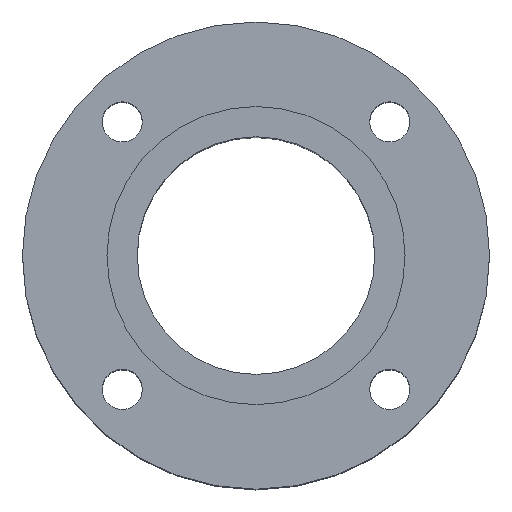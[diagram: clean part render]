
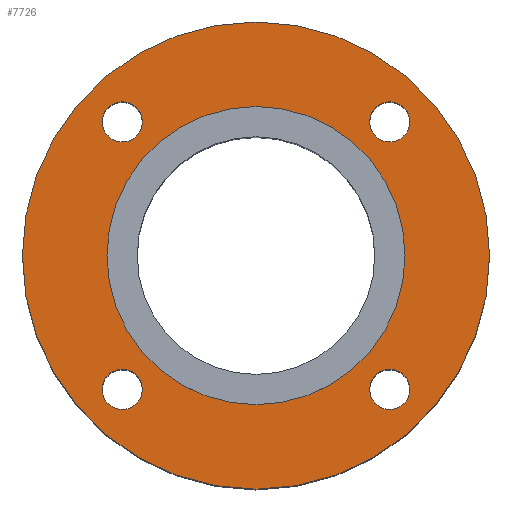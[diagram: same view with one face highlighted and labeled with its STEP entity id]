
A CAD part, top view. The second image highlights one B-rep face of the part: STEP entity #7726.
In plain terms, the highlighted planar face has unit normal (0, 0, 1).
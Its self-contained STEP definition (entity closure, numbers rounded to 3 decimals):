
#302 = ORIENTED_EDGE ( 'NONE', *, *, #14781, .F. ) ;
#461 = EDGE_CURVE ( 'NONE', #25352, #15534, #16962, .T. ) ;
#1334 = DIRECTION ( 'NONE',  ( -1., 0., 0. ) ) ;
#1915 = DIRECTION ( 'NONE',  ( 0., 1., 0. ) ) ;
#1992 = FACE_BOUND ( 'NONE', #26982, .T. ) ;
#2478 = VERTEX_POINT ( 'NONE', #28963 ) ;
#2611 = AXIS2_PLACEMENT_3D ( 'NONE', #29117, #8593, #15781 ) ;
#2752 = DIRECTION ( 'NONE',  ( 0., 0., 1. ) ) ;
#2912 = DIRECTION ( 'NONE',  ( 0., 0., 1. ) ) ;
#3175 = CIRCLE ( 'NONE', #5542, 9. ) ;
#3484 = VERTEX_POINT ( 'NONE', #12019 ) ;
#3748 = ORIENTED_EDGE ( 'NONE', *, *, #461, .F. ) ;
#3857 = CARTESIAN_POINT ( 'NONE',  ( -60.104, 60.104, -0.6 ) ) ;
#4383 = FACE_BOUND ( 'NONE', #16352, .T. ) ;
#4891 = CARTESIAN_POINT ( 'NONE',  ( -105., 0., -0.6 ) ) ;
#5002 = CIRCLE ( 'NONE', #2611, 67. ) ;
#5439 = DIRECTION ( 'NONE',  ( 0., -1., 0. ) ) ;
#5542 = AXIS2_PLACEMENT_3D ( 'NONE', #26323, #29172, #13001 ) ;
#6433 = AXIS2_PLACEMENT_3D ( 'NONE', #12456, #2912, #5439 ) ;
#6994 = AXIS2_PLACEMENT_3D ( 'NONE', #20220, #9000, #13935 ) ;
#7275 = EDGE_CURVE ( 'NONE', #13167, #27902, #23126, .T. ) ;
#7627 = DIRECTION ( 'NONE',  ( 0., -1., 0. ) ) ;
#7726 = ADVANCED_FACE ( 'NONE', ( #22476, #4383, #8856, #1992, #22622, #8702 ), #24877, .F. ) ;
#7732 = CARTESIAN_POINT ( 'NONE',  ( 69.104, 60.104, -0.6 ) ) ;
#8045 = CARTESIAN_POINT ( 'NONE',  ( -60.104, -60.104, -0.6 ) ) ;
#8593 = DIRECTION ( 'NONE',  ( 0., 0., 1. ) ) ;
#8702 = FACE_OUTER_BOUND ( 'NONE', #19905, .T. ) ;
#8790 = AXIS2_PLACEMENT_3D ( 'NONE', #25019, #29528, #24730 ) ;
#8856 = FACE_BOUND ( 'NONE', #28761, .T. ) ;
#9000 = DIRECTION ( 'NONE',  ( 0., 0., 1. ) ) ;
#9252 = AXIS2_PLACEMENT_3D ( 'NONE', #8045, #17173, #1334 ) ;
#9364 = EDGE_CURVE ( 'NONE', #20628, #27201, #26500, .T. ) ;
#9404 = ORIENTED_EDGE ( 'NONE', *, *, #14252, .F. ) ;
#9544 = ORIENTED_EDGE ( 'NONE', *, *, #20518, .F. ) ;
#9897 = CARTESIAN_POINT ( 'NONE',  ( 60.104, 60.104, -0.6 ) ) ;
#9904 = DIRECTION ( 'NONE',  ( 0., 0., 1. ) ) ;
#10081 = ORIENTED_EDGE ( 'NONE', *, *, #21535, .T. ) ;
#10213 = AXIS2_PLACEMENT_3D ( 'NONE', #28137, #10308, #7627 ) ;
#10308 = DIRECTION ( 'NONE',  ( 0., 0., 1. ) ) ;
#10336 = CARTESIAN_POINT ( 'NONE',  ( -67., 0., -0.6 ) ) ;
#11235 = ORIENTED_EDGE ( 'NONE', *, *, #9364, .F. ) ;
#11335 = CARTESIAN_POINT ( 'NONE',  ( -51.104, 60.104, -0.6 ) ) ;
#11817 = CARTESIAN_POINT ( 'NONE',  ( 0., 0., -0.6 ) ) ;
#11854 = DIRECTION ( 'NONE',  ( 1., 0., 0. ) ) ;
#12019 = CARTESIAN_POINT ( 'NONE',  ( 67., 0., -0.6 ) ) ;
#12151 = CARTESIAN_POINT ( 'NONE',  ( 0., 0., -0.6 ) ) ;
#12456 = CARTESIAN_POINT ( 'NONE',  ( 60.104, -60.104, -0.6 ) ) ;
#12529 = VERTEX_POINT ( 'NONE', #19238 ) ;
#12714 = CIRCLE ( 'NONE', #13678, 67. ) ;
#13001 = DIRECTION ( 'NONE',  ( -1., 0., 0. ) ) ;
#13047 = EDGE_LOOP ( 'NONE', ( #9404, #15463 ) ) ;
#13167 = VERTEX_POINT ( 'NONE', #26054 ) ;
#13192 = AXIS2_PLACEMENT_3D ( 'NONE', #16656, #28181, #16357 ) ;
#13678 = AXIS2_PLACEMENT_3D ( 'NONE', #11817, #16309, #14062 ) ;
#13935 = DIRECTION ( 'NONE',  ( 1., 0., 0. ) ) ;
#14062 = DIRECTION ( 'NONE',  ( 1., 0., 0. ) ) ;
#14068 = AXIS2_PLACEMENT_3D ( 'NONE', #9897, #2752, #11854 ) ;
#14252 = EDGE_CURVE ( 'NONE', #3484, #28373, #12714, .T. ) ;
#14402 = EDGE_CURVE ( 'NONE', #27902, #13167, #3175, .T. ) ;
#14781 = EDGE_CURVE ( 'NONE', #15534, #25352, #28975, .T. ) ;
#14974 = EDGE_CURVE ( 'NONE', #12529, #25574, #21323, .T. ) ;
#15463 = ORIENTED_EDGE ( 'NONE', *, *, #25859, .F. ) ;
#15534 = VERTEX_POINT ( 'NONE', #21517 ) ;
#15665 = CIRCLE ( 'NONE', #16152, 9. ) ;
#15781 = DIRECTION ( 'NONE',  ( 1., 0., 0. ) ) ;
#16000 = AXIS2_PLACEMENT_3D ( 'NONE', #12151, #9904, #28172 ) ;
#16152 = AXIS2_PLACEMENT_3D ( 'NONE', #18890, #23673, #24114 ) ;
#16309 = DIRECTION ( 'NONE',  ( 0., 0., 1. ) ) ;
#16352 = EDGE_LOOP ( 'NONE', ( #18141, #24449 ) ) ;
#16357 = DIRECTION ( 'NONE',  ( 0., 1., 0. ) ) ;
#16656 = CARTESIAN_POINT ( 'NONE',  ( -60.104, 60.104, -0.6 ) ) ;
#16931 = CIRCLE ( 'NONE', #16000, 105. ) ;
#16962 = CIRCLE ( 'NONE', #22220, 9. ) ;
#17173 = DIRECTION ( 'NONE',  ( 0., 0., 1. ) ) ;
#18141 = ORIENTED_EDGE ( 'NONE', *, *, #14402, .F. ) ;
#18368 = CIRCLE ( 'NONE', #6433, 9. ) ;
#18640 = ORIENTED_EDGE ( 'NONE', *, *, #29329, .F. ) ;
#18890 = CARTESIAN_POINT ( 'NONE',  ( 60.104, 60.104, -0.6 ) ) ;
#19238 = CARTESIAN_POINT ( 'NONE',  ( 105., 0., -0.6 ) ) ;
#19674 = VERTEX_POINT ( 'NONE', #20410 ) ;
#19905 = EDGE_LOOP ( 'NONE', ( #23320, #10081 ) ) ;
#20220 = CARTESIAN_POINT ( 'NONE',  ( 0., 0., -0.6 ) ) ;
#20410 = CARTESIAN_POINT ( 'NONE',  ( 51.104, -60.104, -0.6 ) ) ;
#20518 = EDGE_CURVE ( 'NONE', #27201, #20628, #15665, .T. ) ;
#20628 = VERTEX_POINT ( 'NONE', #7732 ) ;
#21323 = CIRCLE ( 'NONE', #6994, 105. ) ;
#21517 = CARTESIAN_POINT ( 'NONE',  ( -69.104, 60.104, -0.6 ) ) ;
#21535 = EDGE_CURVE ( 'NONE', #25574, #12529, #16931, .T. ) ;
#22220 = AXIS2_PLACEMENT_3D ( 'NONE', #3857, #22400, #1915 ) ;
#22400 = DIRECTION ( 'NONE',  ( 0., 0., 1. ) ) ;
#22476 = FACE_BOUND ( 'NONE', #27641, .T. ) ;
#22622 = FACE_BOUND ( 'NONE', #13047, .T. ) ;
#22897 = CARTESIAN_POINT ( 'NONE',  ( 51.104, 60.104, -0.6 ) ) ;
#23126 = CIRCLE ( 'NONE', #9252, 9. ) ;
#23131 = CIRCLE ( 'NONE', #10213, 9. ) ;
#23320 = ORIENTED_EDGE ( 'NONE', *, *, #14974, .T. ) ;
#23673 = DIRECTION ( 'NONE',  ( 0., 0., 1. ) ) ;
#24114 = DIRECTION ( 'NONE',  ( 1., 0., 0. ) ) ;
#24449 = ORIENTED_EDGE ( 'NONE', *, *, #7275, .F. ) ;
#24730 = DIRECTION ( 'NONE',  ( -1., 0., 0. ) ) ;
#24877 = PLANE ( 'NONE',  #8790 ) ;
#25019 = CARTESIAN_POINT ( 'NONE',  ( 0., 67., -0.6 ) ) ;
#25352 = VERTEX_POINT ( 'NONE', #11335 ) ;
#25574 = VERTEX_POINT ( 'NONE', #4891 ) ;
#25859 = EDGE_CURVE ( 'NONE', #28373, #3484, #5002, .T. ) ;
#26054 = CARTESIAN_POINT ( 'NONE',  ( -69.104, -60.104, -0.6 ) ) ;
#26097 = EDGE_CURVE ( 'NONE', #2478, #19674, #18368, .T. ) ;
#26323 = CARTESIAN_POINT ( 'NONE',  ( -60.104, -60.104, -0.6 ) ) ;
#26500 = CIRCLE ( 'NONE', #14068, 9. ) ;
#26982 = EDGE_LOOP ( 'NONE', ( #11235, #9544 ) ) ;
#27201 = VERTEX_POINT ( 'NONE', #22897 ) ;
#27641 = EDGE_LOOP ( 'NONE', ( #28558, #18640 ) ) ;
#27902 = VERTEX_POINT ( 'NONE', #29577 ) ;
#28137 = CARTESIAN_POINT ( 'NONE',  ( 60.104, -60.104, -0.6 ) ) ;
#28172 = DIRECTION ( 'NONE',  ( 1., 0., 0. ) ) ;
#28181 = DIRECTION ( 'NONE',  ( 0., 0., 1. ) ) ;
#28373 = VERTEX_POINT ( 'NONE', #10336 ) ;
#28558 = ORIENTED_EDGE ( 'NONE', *, *, #26097, .F. ) ;
#28761 = EDGE_LOOP ( 'NONE', ( #3748, #302 ) ) ;
#28963 = CARTESIAN_POINT ( 'NONE',  ( 69.104, -60.104, -0.6 ) ) ;
#28975 = CIRCLE ( 'NONE', #13192, 9. ) ;
#29117 = CARTESIAN_POINT ( 'NONE',  ( 0., 0., -0.6 ) ) ;
#29172 = DIRECTION ( 'NONE',  ( 0., 0., 1. ) ) ;
#29329 = EDGE_CURVE ( 'NONE', #19674, #2478, #23131, .T. ) ;
#29528 = DIRECTION ( 'NONE',  ( 0., 0., -1. ) ) ;
#29577 = CARTESIAN_POINT ( 'NONE',  ( -51.104, -60.104, -0.6 ) ) ;
